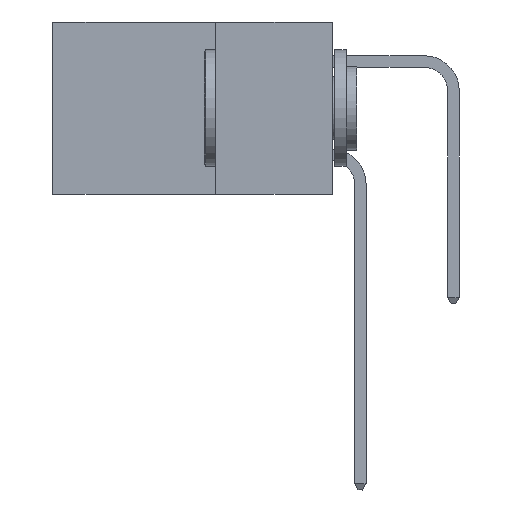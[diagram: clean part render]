
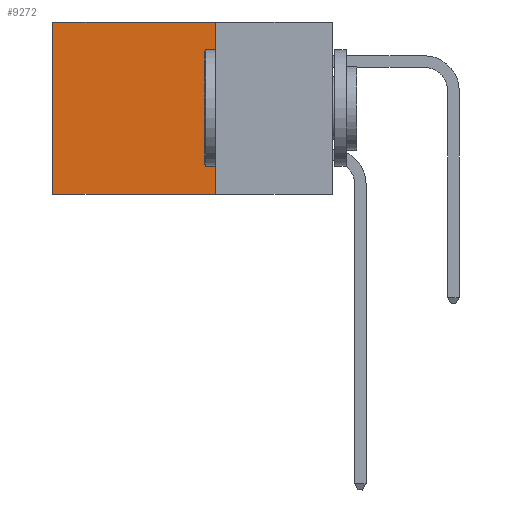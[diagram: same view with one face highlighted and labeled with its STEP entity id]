
A CAD part, left-side view. The second image highlights one B-rep face of the part: STEP entity #9272.
In plain terms, the highlighted planar face has unit normal (-1, 0, 0).
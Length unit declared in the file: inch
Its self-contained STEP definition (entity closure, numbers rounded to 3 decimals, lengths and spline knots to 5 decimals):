
#1437 = CARTESIAN_POINT ( 'NONE',  ( 0.298, 0.25, 0. ) ) ;
#2427 = DIRECTION ( 'NONE',  ( 0., 1., 0. ) ) ;
#3427 = CARTESIAN_POINT ( 'NONE',  ( 0.298, 0.6, 0. ) ) ;
#3602 = ORIENTED_EDGE ( 'NONE', *, *, #6117, .F. ) ;
#5316 = LINE ( 'NONE', #20871, #18651 ) ;
#6117 = EDGE_CURVE ( 'NONE', #11546, #10668, #15360, .T. ) ;
#6138 = VERTEX_POINT ( 'NONE', #11287 ) ;
#7845 = CARTESIAN_POINT ( 'NONE',  ( 0.298, 0.25, 0. ) ) ;
#8835 = VERTEX_POINT ( 'NONE', #29042 ) ;
#9272 = ADVANCED_FACE ( 'NONE', ( #34203 ), #12100, .F. ) ;
#9555 = DIRECTION ( 'NONE',  ( 1., 0., 0. ) ) ;
#9807 = EDGE_CURVE ( 'NONE', #8835, #10668, #19304, .T. ) ;
#10668 = VERTEX_POINT ( 'NONE', #25968 ) ;
#11287 = CARTESIAN_POINT ( 'NONE',  ( 0.298, 0.25, 0. ) ) ;
#11546 = VERTEX_POINT ( 'NONE', #34378 ) ;
#12100 = PLANE ( 'NONE',  #20450 ) ;
#13330 = LINE ( 'NONE', #7845, #32760 ) ;
#13919 = CARTESIAN_POINT ( 'NONE',  ( 0.298, 0.25, -0.37 ) ) ;
#13999 = EDGE_LOOP ( 'NONE', ( #29388, #3602, #23255, #17046 ) ) ;
#14514 = VECTOR ( 'NONE', #16615, 39.37008 ) ;
#15360 = LINE ( 'NONE', #13919, #14514 ) ;
#16615 = DIRECTION ( 'NONE',  ( 0., 1., 0. ) ) ;
#17046 = ORIENTED_EDGE ( 'NONE', *, *, #31918, .T. ) ;
#18651 = VECTOR ( 'NONE', #26182, 39.37008 ) ;
#19304 = LINE ( 'NONE', #3427, #25524 ) ;
#20450 = AXIS2_PLACEMENT_3D ( 'NONE', #1437, #9555, #28105 ) ;
#20871 = CARTESIAN_POINT ( 'NONE',  ( 0.298, 0.25, 0. ) ) ;
#23255 = ORIENTED_EDGE ( 'NONE', *, *, #33276, .F. ) ;
#25524 = VECTOR ( 'NONE', #29986, 39.37008 ) ;
#25968 = CARTESIAN_POINT ( 'NONE',  ( 0.298, 0.6, -0.37 ) ) ;
#26182 = DIRECTION ( 'NONE',  ( 0., 0., -1. ) ) ;
#28105 = DIRECTION ( 'NONE',  ( 0., 0., -1. ) ) ;
#29042 = CARTESIAN_POINT ( 'NONE',  ( 0.298, 0.6, 0. ) ) ;
#29388 = ORIENTED_EDGE ( 'NONE', *, *, #9807, .T. ) ;
#29986 = DIRECTION ( 'NONE',  ( 0., 0., -1. ) ) ;
#31918 = EDGE_CURVE ( 'NONE', #6138, #8835, #13330, .T. ) ;
#32760 = VECTOR ( 'NONE', #2427, 39.37008 ) ;
#33276 = EDGE_CURVE ( 'NONE', #6138, #11546, #5316, .T. ) ;
#34203 = FACE_OUTER_BOUND ( 'NONE', #13999, .T. ) ;
#34378 = CARTESIAN_POINT ( 'NONE',  ( 0.298, 0.25, -0.37 ) ) ;
